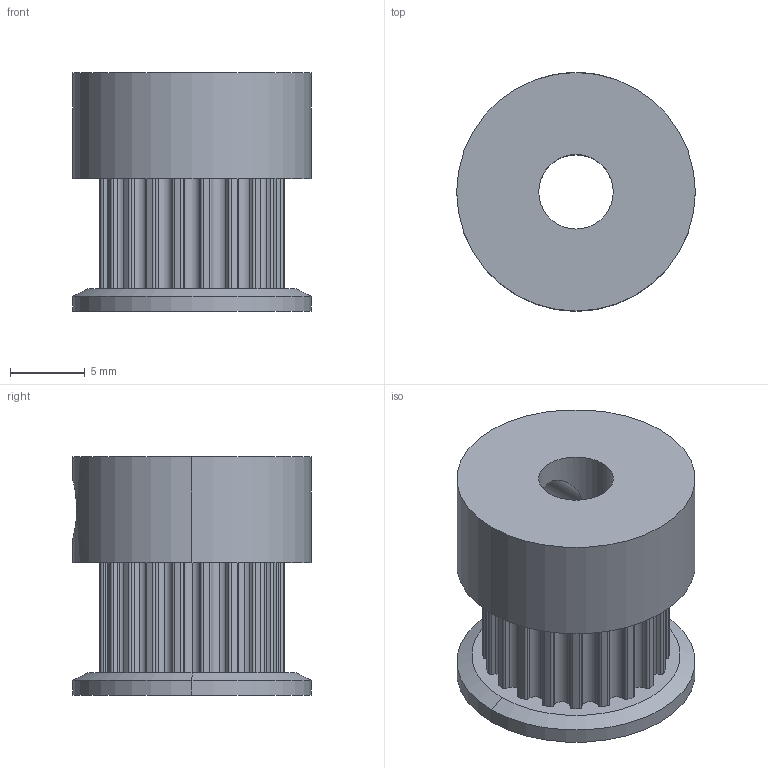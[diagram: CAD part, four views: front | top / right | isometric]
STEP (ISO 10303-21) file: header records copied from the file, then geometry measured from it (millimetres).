
FILE_DESCRIPTION (( 'STEP AP214' ), '1' );
FILE_NAME ('GT2 20 T 5mm bore.STEP', '2025-01-25T20:43:26', ( '' ), ( '' ), 'SwSTEP 2.0', 'SolidWorks 2022', '' );
FILE_SCHEMA (( 'AUTOMOTIVE_DESIGN' ));
Length unit declared in the file: millimetre
Products named in the file (1): GT2 20 T 5mm bore
Bounding box: 16 x 16 x 16 mm (x, y, z)
Volume: 2130.9 mm3; surface area: 1663 mm2
Topology: 1 solids, 1 shells, 153 faces, 445 edges, 296 vertices
Faces by surface type: cylinder 147, plane 4, cone 2
Entity records: 5383 total; most frequent: DIRECTION 1041, CARTESIAN_POINT 1009, ORIENTED_EDGE 890, AXIS2_PLACEMENT_3D 446, EDGE_CURVE 445, VERTEX_POINT 296, CIRCLE 292, EDGE_LOOP 159
